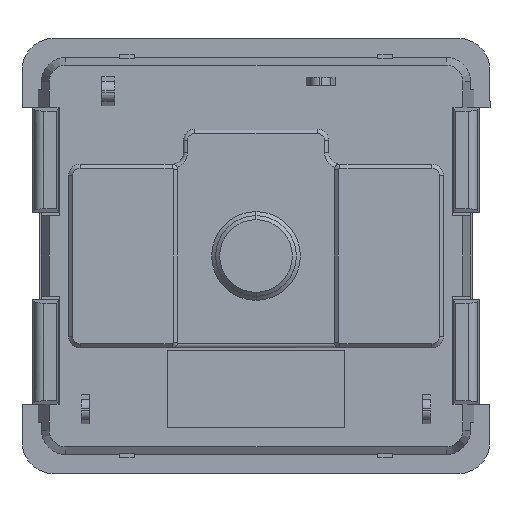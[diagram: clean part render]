
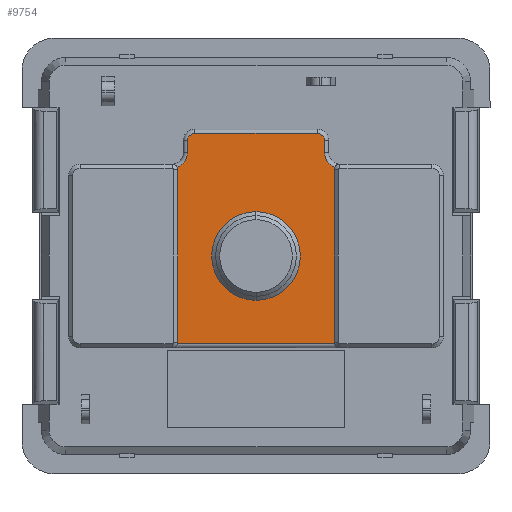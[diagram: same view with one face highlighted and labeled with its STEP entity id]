
A CAD part, front view. The second image highlights one B-rep face of the part: STEP entity #9754.
In plain terms, the highlighted planar face has unit normal (0, -1, 0).
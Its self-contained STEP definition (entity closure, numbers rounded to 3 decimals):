
#184 = DIRECTION ( 'NONE',  ( 0., 1., 0. ) ) ;
#244 = CARTESIAN_POINT ( 'NONE',  ( 2.432, -0.9, -2.725 ) ) ;
#266 = LINE ( 'NONE', #7282, #9895 ) ;
#293 = LINE ( 'NONE', #1233, #319 ) ;
#319 = VECTOR ( 'NONE', #10912, 1000. ) ;
#342 = DIRECTION ( 'NONE',  ( 0., 1., 0. ) ) ;
#421 = CARTESIAN_POINT ( 'NONE',  ( -1.9, -0.9, 3.575 ) ) ;
#518 = ORIENTED_EDGE ( 'NONE', *, *, #3084, .T. ) ;
#573 = LINE ( 'NONE', #2314, #7715 ) ;
#607 = EDGE_CURVE ( 'NONE', #4970, #3093, #1176, .T. ) ;
#698 = CARTESIAN_POINT ( 'NONE',  ( -2.125, -0.9, 3.2 ) ) ;
#742 = VERTEX_POINT ( 'NONE', #6638 ) ;
#754 = ORIENTED_EDGE ( 'NONE', *, *, #2152, .T. ) ;
#911 = VERTEX_POINT ( 'NONE', #3379 ) ;
#981 = CARTESIAN_POINT ( 'NONE',  ( 0., -0.9, 0. ) ) ;
#1010 = CARTESIAN_POINT ( 'NONE',  ( -2.6, -0.9, 2.675 ) ) ;
#1015 = LINE ( 'NONE', #7314, #2597 ) ;
#1054 = VERTEX_POINT ( 'NONE', #244 ) ;
#1140 = CARTESIAN_POINT ( 'NONE',  ( 2.125, -0.9, 3.2 ) ) ;
#1176 = CIRCLE ( 'NONE', #2839, 0.225 ) ;
#1233 = CARTESIAN_POINT ( 'NONE',  ( -1.9, -0.9, 3.8 ) ) ;
#1257 = DIRECTION ( 'NONE',  ( 0., 1., 0. ) ) ;
#1335 = CARTESIAN_POINT ( 'NONE',  ( -2.6, -0.9, 3.2 ) ) ;
#1379 = AXIS2_PLACEMENT_3D ( 'NONE', #7266, #6292, #9993 ) ;
#1474 = VERTEX_POINT ( 'NONE', #10032 ) ;
#1560 = ORIENTED_EDGE ( 'NONE', *, *, #9541, .T. ) ;
#1581 = DIRECTION ( 'NONE',  ( 0., 0., -1. ) ) ;
#1612 = CARTESIAN_POINT ( 'NONE',  ( 2.443, -0.9, 2.752 ) ) ;
#1894 = CARTESIAN_POINT ( 'NONE',  ( 1.9, -0.9, 3.575 ) ) ;
#1933 = DIRECTION ( 'NONE',  ( 0., 0., -1. ) ) ;
#1959 = EDGE_LOOP ( 'NONE', ( #4721, #9963, #2049, #2478, #3333, #8338, #5367, #3985, #2352, #1560, #754, #7567, #518, #9243 ) ) ;
#2049 = ORIENTED_EDGE ( 'NONE', *, *, #8523, .T. ) ;
#2152 = EDGE_CURVE ( 'NONE', #9477, #2195, #5155, .T. ) ;
#2195 = VERTEX_POINT ( 'NONE', #698 ) ;
#2204 = DIRECTION ( 'NONE',  ( 0., 0., -1. ) ) ;
#2269 = EDGE_CURVE ( 'NONE', #742, #1474, #5938, .T. ) ;
#2314 = CARTESIAN_POINT ( 'NONE',  ( 2.6, -0.9, -2.725 ) ) ;
#2339 = PLANE ( 'NONE',  #2707 ) ;
#2352 = ORIENTED_EDGE ( 'NONE', *, *, #11229, .T. ) ;
#2359 = CARTESIAN_POINT ( 'NONE',  ( 2.6, -0.9, 3.2 ) ) ;
#2425 = DIRECTION ( 'NONE',  ( 0., 0., -1. ) ) ;
#2478 = ORIENTED_EDGE ( 'NONE', *, *, #8160, .T. ) ;
#2597 = VECTOR ( 'NONE', #2857, 1000. ) ;
#2677 = AXIS2_PLACEMENT_3D ( 'NONE', #2359, #3165, #11069 ) ;
#2707 = AXIS2_PLACEMENT_3D ( 'NONE', #6748, #9420, #1581 ) ;
#2717 = CARTESIAN_POINT ( 'NONE',  ( -2.425, -0.9, 2.675 ) ) ;
#2839 = AXIS2_PLACEMENT_3D ( 'NONE', #1894, #5489, #10879 ) ;
#2857 = DIRECTION ( 'NONE',  ( 0., 0., 1. ) ) ;
#3084 = EDGE_CURVE ( 'NONE', #6198, #10716, #3899, .T. ) ;
#3093 = VERTEX_POINT ( 'NONE', #5466 ) ;
#3165 = DIRECTION ( 'NONE',  ( 0., 1., 0. ) ) ;
#3186 = VECTOR ( 'NONE', #10492, 1000. ) ;
#3205 = FACE_OUTER_BOUND ( 'NONE', #1959, .T. ) ;
#3244 = AXIS2_PLACEMENT_3D ( 'NONE', #6731, #7537, #4757 ) ;
#3333 = ORIENTED_EDGE ( 'NONE', *, *, #8146, .T. ) ;
#3379 = CARTESIAN_POINT ( 'NONE',  ( 2.425, -0.9, -2.675 ) ) ;
#3578 = DIRECTION ( 'NONE',  ( 0., 0., -1. ) ) ;
#3641 = EDGE_CURVE ( 'NONE', #7958, #7078, #9156, .T. ) ;
#3899 = CIRCLE ( 'NONE', #11330, 0.175 ) ;
#3985 = ORIENTED_EDGE ( 'NONE', *, *, #607, .T. ) ;
#4185 = FACE_BOUND ( 'NONE', #4261, .T. ) ;
#4223 = DIRECTION ( 'NONE',  ( 0., 0., -1. ) ) ;
#4261 = EDGE_LOOP ( 'NONE', ( #4905, #11112 ) ) ;
#4278 = EDGE_CURVE ( 'NONE', #7078, #4970, #1015, .T. ) ;
#4415 = CARTESIAN_POINT ( 'NONE',  ( -1.9, -0.9, 3.8 ) ) ;
#4513 = DIRECTION ( 'NONE',  ( 0., 1., 0. ) ) ;
#4698 = CIRCLE ( 'NONE', #1379, 0.175 ) ;
#4716 = CIRCLE ( 'NONE', #11219, 0.475 ) ;
#4721 = ORIENTED_EDGE ( 'NONE', *, *, #9050, .T. ) ;
#4757 = DIRECTION ( 'NONE',  ( 0., 0., -1. ) ) ;
#4905 = ORIENTED_EDGE ( 'NONE', *, *, #5059, .T. ) ;
#4970 = VERTEX_POINT ( 'NONE', #10207 ) ;
#5059 = EDGE_CURVE ( 'NONE', #1474, #742, #10229, .T. ) ;
#5094 = CARTESIAN_POINT ( 'NONE',  ( -2.425, -0.9, -2.675 ) ) ;
#5104 = DIRECTION ( 'NONE',  ( 0., 1., 0. ) ) ;
#5155 = LINE ( 'NONE', #6832, #8149 ) ;
#5367 = ORIENTED_EDGE ( 'NONE', *, *, #4278, .T. ) ;
#5381 = AXIS2_PLACEMENT_3D ( 'NONE', #981, #4513, #3578 ) ;
#5466 = CARTESIAN_POINT ( 'NONE',  ( 1.9, -0.9, 3.8 ) ) ;
#5489 = DIRECTION ( 'NONE',  ( 0., -1., 0. ) ) ;
#5680 = CARTESIAN_POINT ( 'NONE',  ( -2.432, -0.9, -2.725 ) ) ;
#5728 = VERTEX_POINT ( 'NONE', #5094 ) ;
#5787 = VERTEX_POINT ( 'NONE', #9841 ) ;
#5938 = CIRCLE ( 'NONE', #5381, 1.375 ) ;
#5999 = CIRCLE ( 'NONE', #9712, 0.175 ) ;
#6195 = CARTESIAN_POINT ( 'NONE',  ( -2.425, -0.9, 0. ) ) ;
#6198 = VERTEX_POINT ( 'NONE', #10033 ) ;
#6252 = LINE ( 'NONE', #6195, #3186 ) ;
#6292 = DIRECTION ( 'NONE',  ( 0., 1., 0. ) ) ;
#6403 = DIRECTION ( 'NONE',  ( 0., 0., -1. ) ) ;
#6638 = CARTESIAN_POINT ( 'NONE',  ( 0., -0.9, -1.375 ) ) ;
#6717 = DIRECTION ( 'NONE',  ( 1., 0., 0. ) ) ;
#6731 = CARTESIAN_POINT ( 'NONE',  ( -2.6, -0.9, -2.675 ) ) ;
#6748 = CARTESIAN_POINT ( 'NONE',  ( 0., -0.9, 0. ) ) ;
#6760 = CIRCLE ( 'NONE', #3244, 0.175 ) ;
#6785 = CARTESIAN_POINT ( 'NONE',  ( 0., -0.9, 0. ) ) ;
#6832 = CARTESIAN_POINT ( 'NONE',  ( -2.125, -0.9, 3.2 ) ) ;
#6870 = EDGE_CURVE ( 'NONE', #5728, #10716, #6252, .T. ) ;
#7078 = VERTEX_POINT ( 'NONE', #1140 ) ;
#7266 = CARTESIAN_POINT ( 'NONE',  ( 2.6, -0.9, -2.675 ) ) ;
#7282 = CARTESIAN_POINT ( 'NONE',  ( 2.425, -0.9, 0. ) ) ;
#7314 = CARTESIAN_POINT ( 'NONE',  ( 2.125, -0.9, 3.575 ) ) ;
#7447 = CARTESIAN_POINT ( 'NONE',  ( 2.6, -0.9, 2.675 ) ) ;
#7537 = DIRECTION ( 'NONE',  ( 0., 1., 0. ) ) ;
#7567 = ORIENTED_EDGE ( 'NONE', *, *, #9073, .T. ) ;
#7715 = VECTOR ( 'NONE', #6717, 1000. ) ;
#7958 = VERTEX_POINT ( 'NONE', #1612 ) ;
#8146 = EDGE_CURVE ( 'NONE', #5787, #7958, #5999, .T. ) ;
#8149 = VECTOR ( 'NONE', #2425, 1000. ) ;
#8160 = EDGE_CURVE ( 'NONE', #911, #5787, #266, .T. ) ;
#8265 = DIRECTION ( 'NONE',  ( 0., 0., -1. ) ) ;
#8338 = ORIENTED_EDGE ( 'NONE', *, *, #3641, .T. ) ;
#8523 = EDGE_CURVE ( 'NONE', #1054, #911, #4698, .T. ) ;
#8811 = VERTEX_POINT ( 'NONE', #4415 ) ;
#9050 = EDGE_CURVE ( 'NONE', #5728, #10558, #6760, .T. ) ;
#9073 = EDGE_CURVE ( 'NONE', #2195, #6198, #4716, .T. ) ;
#9156 = CIRCLE ( 'NONE', #2677, 0.475 ) ;
#9243 = ORIENTED_EDGE ( 'NONE', *, *, #6870, .F. ) ;
#9375 = AXIS2_PLACEMENT_3D ( 'NONE', #421, #10818, #6403 ) ;
#9420 = DIRECTION ( 'NONE',  ( 0., -1., 0. ) ) ;
#9477 = VERTEX_POINT ( 'NONE', #9656 ) ;
#9541 = EDGE_CURVE ( 'NONE', #8811, #9477, #10852, .T. ) ;
#9656 = CARTESIAN_POINT ( 'NONE',  ( -2.125, -0.9, 3.575 ) ) ;
#9712 = AXIS2_PLACEMENT_3D ( 'NONE', #7447, #1257, #8265 ) ;
#9754 = ADVANCED_FACE ( 'NONE', ( #4185, #3205 ), #2339, .T. ) ;
#9841 = CARTESIAN_POINT ( 'NONE',  ( 2.425, -0.9, 2.675 ) ) ;
#9895 = VECTOR ( 'NONE', #10774, 1000. ) ;
#9963 = ORIENTED_EDGE ( 'NONE', *, *, #10552, .T. ) ;
#9993 = DIRECTION ( 'NONE',  ( 0., 0., -1. ) ) ;
#10032 = CARTESIAN_POINT ( 'NONE',  ( 0., -0.9, 1.375 ) ) ;
#10033 = CARTESIAN_POINT ( 'NONE',  ( -2.443, -0.9, 2.752 ) ) ;
#10207 = CARTESIAN_POINT ( 'NONE',  ( 2.125, -0.9, 3.575 ) ) ;
#10229 = CIRCLE ( 'NONE', #11345, 1.375 ) ;
#10492 = DIRECTION ( 'NONE',  ( 0., 0., 1. ) ) ;
#10552 = EDGE_CURVE ( 'NONE', #10558, #1054, #573, .T. ) ;
#10558 = VERTEX_POINT ( 'NONE', #5680 ) ;
#10716 = VERTEX_POINT ( 'NONE', #2717 ) ;
#10774 = DIRECTION ( 'NONE',  ( 0., 0., 1. ) ) ;
#10818 = DIRECTION ( 'NONE',  ( 0., -1., 0. ) ) ;
#10852 = CIRCLE ( 'NONE', #9375, 0.225 ) ;
#10879 = DIRECTION ( 'NONE',  ( 0., 0., -1. ) ) ;
#10912 = DIRECTION ( 'NONE',  ( -1., 0., 0. ) ) ;
#11069 = DIRECTION ( 'NONE',  ( 0., 0., -1. ) ) ;
#11112 = ORIENTED_EDGE ( 'NONE', *, *, #2269, .T. ) ;
#11219 = AXIS2_PLACEMENT_3D ( 'NONE', #1335, #342, #2204 ) ;
#11229 = EDGE_CURVE ( 'NONE', #3093, #8811, #293, .T. ) ;
#11330 = AXIS2_PLACEMENT_3D ( 'NONE', #1010, #184, #1933 ) ;
#11345 = AXIS2_PLACEMENT_3D ( 'NONE', #6785, #5104, #4223 ) ;
